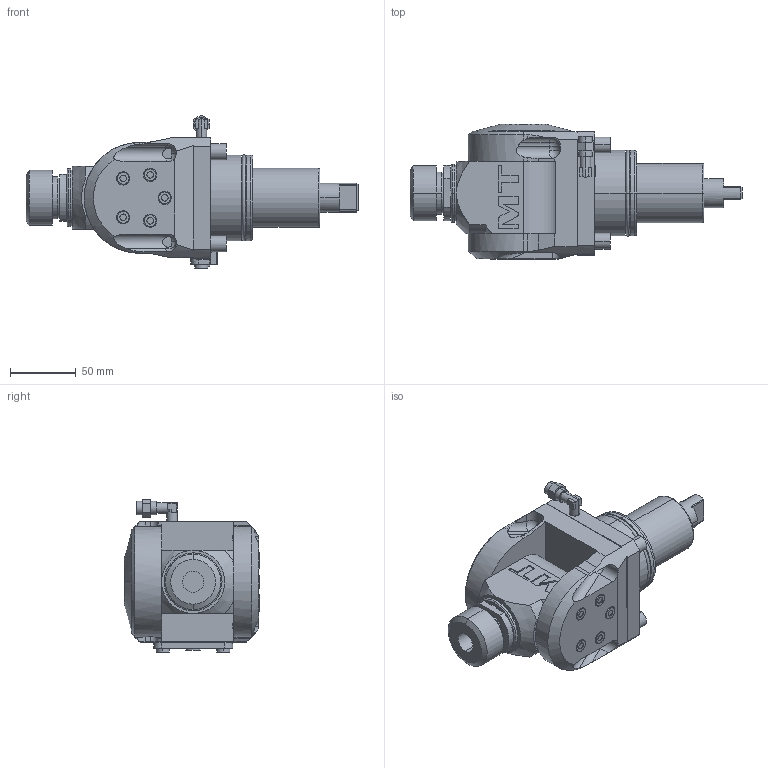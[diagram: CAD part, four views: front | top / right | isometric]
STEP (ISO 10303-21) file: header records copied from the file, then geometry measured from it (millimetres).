
FILE_DESCRIPTION((''),'2;1');
FILE_NAME('DWO1920125_CONF','2023-05-05T08:48:07',('gvalli'),('M.T. srl'),'CREO PARAMETRIC BY PTC INC, 2021072','CREO PARAMETRIC BY PTC INC, 2021072','');
FILE_SCHEMA(('CONFIG_CONTROL_DESIGN'));
Length unit declared in the file: millimetre
Products named in the file (1): DWO1920125_CONF
Bounding box: 252.16 x 102.7 x 116.87 mm (x, y, z)
Volume: 877844.5 mm3; surface area: 91124.9 mm2
Topology: 1 solids, 1 shells, 374 faces, 955 edges, 611 vertices
Faces by surface type: plane 185, cylinder 121, torus 26, cone 20, sphere 18, extrusion 4
Entity records: 12454 total; most frequent: CARTESIAN_POINT 3291, DIRECTION 1932, ORIENTED_EDGE 1886, EDGE_CURVE 943, AXIS2_PLACEMENT_3D 722, VERTEX_POINT 611, VECTOR 488, LINE 484
